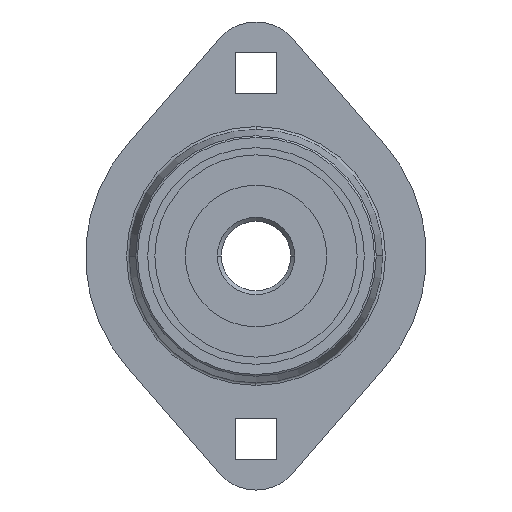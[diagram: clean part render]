
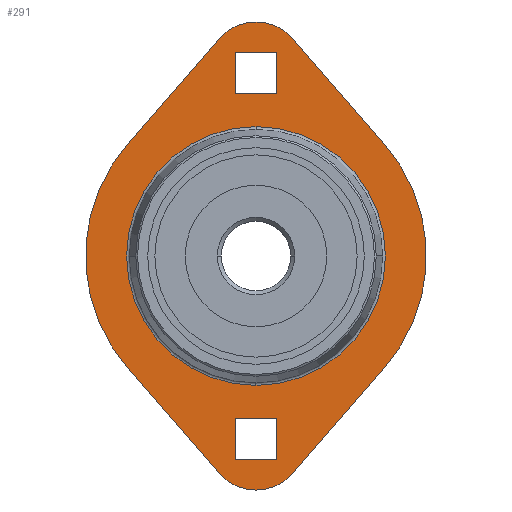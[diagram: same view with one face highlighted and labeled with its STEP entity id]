
A CAD part, left-side view. The second image highlights one B-rep face of the part: STEP entity #291.
In plain terms, the highlighted planar face has unit normal (-1, 0, 0).
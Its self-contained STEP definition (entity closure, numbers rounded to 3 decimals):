
#291 = ADVANCED_FACE( '', ( #439, #440, #441, #442 ), #443, .T. );
#439 = FACE_BOUND( '', #705, .T. );
#440 = FACE_BOUND( '', #706, .T. );
#441 = FACE_OUTER_BOUND( '', #707, .T. );
#442 = FACE_BOUND( '', #708, .T. );
#443 = PLANE( '', #709 );
#705 = EDGE_LOOP( '', ( #1108, #1109, #1110, #1111 ) );
#706 = EDGE_LOOP( '', ( #1112, #1113, #1114, #1115 ) );
#707 = EDGE_LOOP( '', ( #1116, #1117, #1118, #1119, #1120, #1121, #1122, #1123 ) );
#708 = EDGE_LOOP( '', ( #1124, #1125, #1126 ) );
#709 = AXIS2_PLACEMENT_3D( '', #1127, #1128, #1129 );
#1108 = ORIENTED_EDGE( '', *, *, #1901, .T. );
#1109 = ORIENTED_EDGE( '', *, *, #1898, .T. );
#1110 = ORIENTED_EDGE( '', *, *, #1895, .T. );
#1111 = ORIENTED_EDGE( '', *, *, #1904, .T. );
#1112 = ORIENTED_EDGE( '', *, *, #1913, .T. );
#1113 = ORIENTED_EDGE( '', *, *, #1910, .T. );
#1114 = ORIENTED_EDGE( '', *, *, #1907, .T. );
#1115 = ORIENTED_EDGE( '', *, *, #1916, .T. );
#1116 = ORIENTED_EDGE( '', *, *, #1931, .T. );
#1117 = ORIENTED_EDGE( '', *, *, #1928, .T. );
#1118 = ORIENTED_EDGE( '', *, *, #1925, .T. );
#1119 = ORIENTED_EDGE( '', *, *, #1922, .T. );
#1120 = ORIENTED_EDGE( '', *, *, #1919, .T. );
#1121 = ORIENTED_EDGE( '', *, *, #1940, .T. );
#1122 = ORIENTED_EDGE( '', *, *, #1937, .T. );
#1123 = ORIENTED_EDGE( '', *, *, #1934, .T. );
#1124 = ORIENTED_EDGE( '', *, *, #1944, .F. );
#1125 = ORIENTED_EDGE( '', *, *, #1945, .F. );
#1126 = ORIENTED_EDGE( '', *, *, #1881, .F. );
#1127 = CARTESIAN_POINT( '', ( 5., 32.339, 0. ) );
#1128 = DIRECTION( '', ( -1., 0., 0. ) );
#1129 = DIRECTION( '', ( 0., 1., 0. ) );
#1881 = EDGE_CURVE( '', #2183, #2185, #2186, .T. );
#1895 = EDGE_CURVE( '', #2212, #2210, #2213, .T. );
#1898 = EDGE_CURVE( '', #2217, #2212, #2218, .T. );
#1901 = EDGE_CURVE( '', #2222, #2217, #2223, .T. );
#1904 = EDGE_CURVE( '', #2210, #2222, #2226, .T. );
#1907 = EDGE_CURVE( '', #2232, #2230, #2233, .T. );
#1910 = EDGE_CURVE( '', #2237, #2232, #2238, .T. );
#1913 = EDGE_CURVE( '', #2242, #2237, #2243, .T. );
#1916 = EDGE_CURVE( '', #2230, #2242, #2246, .T. );
#1919 = EDGE_CURVE( '', #2252, #2250, #2253, .T. );
#1922 = EDGE_CURVE( '', #2257, #2252, #2258, .T. );
#1925 = EDGE_CURVE( '', #2262, #2257, #2263, .T. );
#1928 = EDGE_CURVE( '', #2267, #2262, #2268, .T. );
#1931 = EDGE_CURVE( '', #2272, #2267, #2273, .T. );
#1934 = EDGE_CURVE( '', #2277, #2272, #2278, .T. );
#1937 = EDGE_CURVE( '', #2282, #2277, #2283, .T. );
#1940 = EDGE_CURVE( '', #2250, #2282, #2286, .T. );
#1944 = EDGE_CURVE( '', #2290, #2183, #2291, .T. );
#1945 = EDGE_CURVE( '', #2185, #2290, #2292, .T. );
#2183 = VERTEX_POINT( '', #2677 );
#2185 = VERTEX_POINT( '', #2679 );
#2186 = CIRCLE( '', #2680, 22.39 );
#2210 = VERTEX_POINT( '', #2707 );
#2212 = VERTEX_POINT( '', #2710 );
#2213 = LINE( '', #2711, #2712 );
#2217 = VERTEX_POINT( '', #2718 );
#2218 = LINE( '', #2719, #2720 );
#2222 = VERTEX_POINT( '', #2726 );
#2223 = LINE( '', #2727, #2728 );
#2226 = LINE( '', #2733, #2734 );
#2230 = VERTEX_POINT( '', #2739 );
#2232 = VERTEX_POINT( '', #2742 );
#2233 = LINE( '', #2743, #2744 );
#2237 = VERTEX_POINT( '', #2750 );
#2238 = LINE( '', #2751, #2752 );
#2242 = VERTEX_POINT( '', #2758 );
#2243 = LINE( '', #2759, #2760 );
#2246 = LINE( '', #2765, #2766 );
#2250 = VERTEX_POINT( '', #2770 );
#2252 = VERTEX_POINT( '', #2773 );
#2253 = CIRCLE( '', #2774, 8.55 );
#2257 = VERTEX_POINT( '', #2780 );
#2258 = LINE( '', #2781, #2782 );
#2262 = VERTEX_POINT( '', #2787 );
#2263 = CIRCLE( '', #2788, 29.5 );
#2267 = VERTEX_POINT( '', #2794 );
#2268 = LINE( '', #2795, #2796 );
#2272 = VERTEX_POINT( '', #2801 );
#2273 = CIRCLE( '', #2802, 8.55 );
#2277 = VERTEX_POINT( '', #2808 );
#2278 = LINE( '', #2809, #2810 );
#2282 = VERTEX_POINT( '', #2815 );
#2283 = CIRCLE( '', #2816, 29.5 );
#2286 = LINE( '', #2821, #2822 );
#2290 = VERTEX_POINT( '', #2826 );
#2291 = CIRCLE( '', #2827, 22.39 );
#2292 = CIRCLE( '', #2828, 22.39 );
#2677 = CARTESIAN_POINT( '', ( 5., 0., -22.39 ) );
#2679 = CARTESIAN_POINT( '', ( 5., 0., 22.39 ) );
#2680 = AXIS2_PLACEMENT_3D( '', #3735, #3736, #3737 );
#2707 = CARTESIAN_POINT( '', ( 5., -3.55, -35.3 ) );
#2710 = CARTESIAN_POINT( '', ( 5., -3.55, -28.2 ) );
#2711 = CARTESIAN_POINT( '', ( 5., -3.55, -17.65 ) );
#2712 = VECTOR( '', #3769, 1. );
#2718 = CARTESIAN_POINT( '', ( 5., 3.55, -28.2 ) );
#2719 = CARTESIAN_POINT( '', ( 5., 14.395, -28.2 ) );
#2720 = VECTOR( '', #3772, 1. );
#2726 = CARTESIAN_POINT( '', ( 5., 3.55, -35.3 ) );
#2727 = CARTESIAN_POINT( '', ( 5., 3.55, -14.1 ) );
#2728 = VECTOR( '', #3775, 1. );
#2733 = CARTESIAN_POINT( '', ( 5., 17.945, -35.3 ) );
#2734 = VECTOR( '', #3778, 1. );
#2739 = CARTESIAN_POINT( '', ( 5., -3.55, 28.2 ) );
#2742 = CARTESIAN_POINT( '', ( 5., -3.55, 35.3 ) );
#2743 = CARTESIAN_POINT( '', ( 5., -3.55, 14.1 ) );
#2744 = VECTOR( '', #3781, 1. );
#2750 = CARTESIAN_POINT( '', ( 5., 3.55, 35.3 ) );
#2751 = CARTESIAN_POINT( '', ( 5., 14.395, 35.3 ) );
#2752 = VECTOR( '', #3784, 1. );
#2758 = CARTESIAN_POINT( '', ( 5., 3.55, 28.2 ) );
#2759 = CARTESIAN_POINT( '', ( 5., 3.55, 17.65 ) );
#2760 = VECTOR( '', #3787, 1. );
#2765 = CARTESIAN_POINT( '', ( 5., 17.945, 28.2 ) );
#2766 = VECTOR( '', #3790, 1. );
#2770 = CARTESIAN_POINT( '', ( 5., -6.455, -37.556 ) );
#2773 = CARTESIAN_POINT( '', ( 5., 6.455, -37.556 ) );
#2774 = AXIS2_PLACEMENT_3D( '', #3795, #3796, #3797 );
#2780 = CARTESIAN_POINT( '', ( 5., 22.273, -19.344 ) );
#2781 = CARTESIAN_POINT( '', ( 5., 21.316, -20.445 ) );
#2782 = VECTOR( '', #3800, 1. );
#2787 = CARTESIAN_POINT( '', ( 5., 22.273, 19.344 ) );
#2788 = AXIS2_PLACEMENT_3D( '', #3805, #3806, #3807 );
#2794 = CARTESIAN_POINT( '', ( 5., 6.455, 37.556 ) );
#2795 = CARTESIAN_POINT( '', ( 5., 29.225, 11.338 ) );
#2796 = VECTOR( '', #3810, 1. );
#2801 = CARTESIAN_POINT( '', ( 5., -6.455, 37.556 ) );
#2802 = AXIS2_PLACEMENT_3D( '', #3815, #3816, #3817 );
#2808 = CARTESIAN_POINT( '', ( 5., -22.273, 19.344 ) );
#2809 = CARTESIAN_POINT( '', ( 5., -7.412, 36.455 ) );
#2810 = VECTOR( '', #3820, 1. );
#2815 = CARTESIAN_POINT( '', ( 5., -22.273, -19.344 ) );
#2816 = AXIS2_PLACEMENT_3D( '', #3825, #3826, #3827 );
#2821 = CARTESIAN_POINT( '', ( 5., -15.321, -27.349 ) );
#2822 = VECTOR( '', #3830, 1. );
#2826 = CARTESIAN_POINT( '', ( 5., 22.39, 0. ) );
#2827 = AXIS2_PLACEMENT_3D( '', #3840, #3841, #3842 );
#2828 = AXIS2_PLACEMENT_3D( '', #3843, #3844, #3845 );
#3735 = CARTESIAN_POINT( '', ( 5., 0., 0. ) );
#3736 = DIRECTION( '', ( -1., 0., 0. ) );
#3737 = DIRECTION( '', ( 0., 1., 0. ) );
#3769 = DIRECTION( '', ( 0., 0., -1. ) );
#3772 = DIRECTION( '', ( 0., -1., 0. ) );
#3775 = DIRECTION( '', ( 0., 0., 1. ) );
#3778 = DIRECTION( '', ( 0., 1., 0. ) );
#3781 = DIRECTION( '', ( 0., 0., -1. ) );
#3784 = DIRECTION( '', ( 0., -1., 0. ) );
#3787 = DIRECTION( '', ( 0., 0., 1. ) );
#3790 = DIRECTION( '', ( 0., 1., 0. ) );
#3795 = CARTESIAN_POINT( '', ( 5., 0., -31.95 ) );
#3796 = DIRECTION( '', ( -1., 0., 0. ) );
#3797 = DIRECTION( '', ( 0., -0.755, -0.656 ) );
#3800 = DIRECTION( '', ( 0., -0.656, -0.755 ) );
#3805 = CARTESIAN_POINT( '', ( 5., 0., 0. ) );
#3806 = DIRECTION( '', ( -1., 0., 0. ) );
#3807 = DIRECTION( '', ( 0., 0.755, -0.656 ) );
#3810 = DIRECTION( '', ( 0., 0.656, -0.755 ) );
#3815 = CARTESIAN_POINT( '', ( 5., 0., 31.95 ) );
#3816 = DIRECTION( '', ( -1., 0., 0. ) );
#3817 = DIRECTION( '', ( 0., 0.755, 0.656 ) );
#3820 = DIRECTION( '', ( 0., 0.656, 0.755 ) );
#3825 = CARTESIAN_POINT( '', ( 5., 0., 0. ) );
#3826 = DIRECTION( '', ( -1., 0., 0. ) );
#3827 = DIRECTION( '', ( 0., -0.755, 0.656 ) );
#3830 = DIRECTION( '', ( 0., -0.656, 0.755 ) );
#3840 = CARTESIAN_POINT( '', ( 5., 0., 0. ) );
#3841 = DIRECTION( '', ( -1., 0., 0. ) );
#3842 = DIRECTION( '', ( 0., 1., 0. ) );
#3843 = CARTESIAN_POINT( '', ( 5., 0., 0. ) );
#3844 = DIRECTION( '', ( -1., 0., 0. ) );
#3845 = DIRECTION( '', ( 0., 1., 0. ) );
